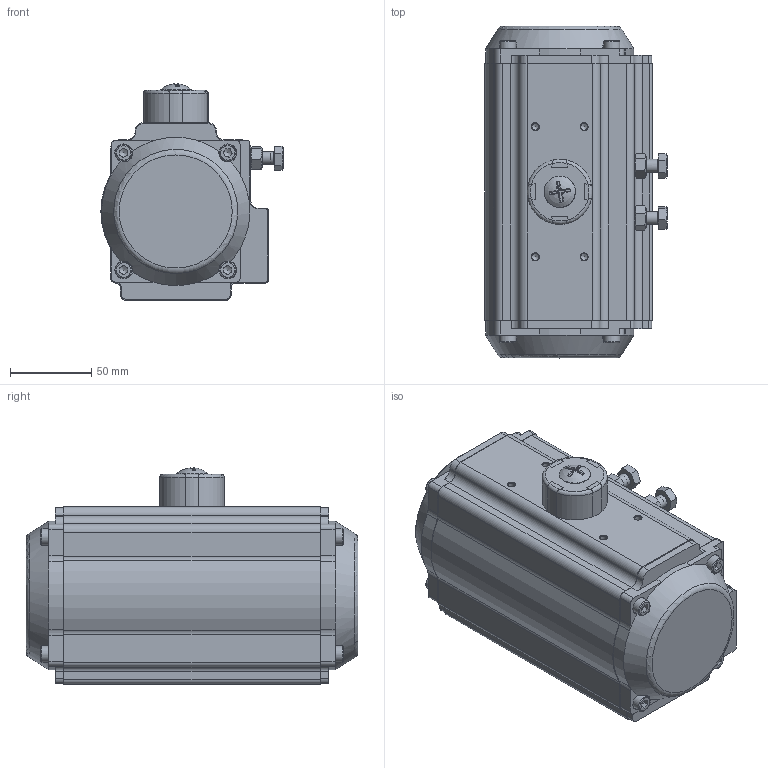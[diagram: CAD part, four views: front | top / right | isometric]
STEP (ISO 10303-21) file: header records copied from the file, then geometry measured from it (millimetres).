
FILE_DESCRIPTION(/* description */ (''),/* implementation_level */ '2;1');
FILE_NAME(/* name */ '5051083574 C-83SR12 F05+F07 14x14.stp',/* time_stamp */ '2016-12-30T14:10:28+08:00',/* author */ (''),/* organization */ (''),/* preprocessor_version */ 'ST-DEVELOPER v15',/* originating_system */ 'SIEMENS PLM Software NX 8.5',/* authorisation */ '');
FILE_SCHEMA (('AUTOMOTIVE_DESIGN { 1 0 10303 214 3 1 1 1 }'));
Length unit declared in the file: millimetre
Products named in the file (28): Stop screw; Nut-stop screw; Bearing-piston; Thrust washer; Plug; Outside washer; O-ring-pinion top; O-ring-pinion bottom; O-ring piston; O-ring end cap; O-ring adjust screw; Inside washer; Guide Piston-C-83; Circlip; Bearing-pinion top; Bearing-pinion bottom; C-83-03; C-83-02-R; C-83-02-L; Indicator screw-83; Indicator-83; Nut adjust screw; Adjust screw; End-cap screw; C-83-08; C-83-04 14x14; C-83-01; C-83 14x14
Assembly tree (45 placements, depth 2):
  C-83 14x14
    C-83-01
    C-83-04 14x14
    C-83-08
    End-cap screw  x8
    Adjust screw  x2
    Nut adjust screw  x2
    Indicator-83
    Indicator screw-83
    C-83-02-L
    C-83-02-R
    C-83-03  x2
    Bearing-pinion bottom
    Bearing-pinion top
    Circlip
    Guide Piston-C-83  x2
    Inside washer
    O-ring adjust screw  x2
    O-ring end cap  x2
    O-ring piston  x2
    O-ring-pinion bottom
    O-ring-pinion top
    Outside washer
    Plug  x2
    Thrust washer
    Bearing-piston  x2
    Nut-stop screw  x2
    Stop screw  x2
Bounding box: 112 x 204 x 132.92 mm (x, y, z)
Volume: 1086406.4 mm3; surface area: 351120.7 mm2
Topology: 66 solids, 66 shells, 1734 faces, 4449 edges, 2858 vertices
Faces by surface type: plane 695, cylinder 630, cone 208, torus 99, extrusion 60, sphere 27, bspline 15
Full cylindrical faces by diameter (mm): 4.2 x8, 4.915 x8, 4.917 x8, 5 x19, 6 x17, 6.144 x1, 6.645 x4, 6.647 x8, 6.8 x6, 7 x12, 8 x12, 8.001 x4, 10 x8, 10.3 x2, 11 x8, 12.4 x1, 13 x3, 14 x1, 14.4 x1, 15 x2, 16.6 x1, 18 x8, 19 x1, 20 x1, 21.5 x12, 22 x12, 26 x2, 27 x2, 27.5 x1, 29.4 x1
Entity records: 43972 total; most frequent: CARTESIAN_POINT 14664, DIRECTION 6065, ORIENTED_EDGE 5498, EDGE_CURVE 2749, AXIS2_PLACEMENT_3D 2410, VERTEX_POINT 1943, EDGE_LOOP 1595, VECTOR 1245
